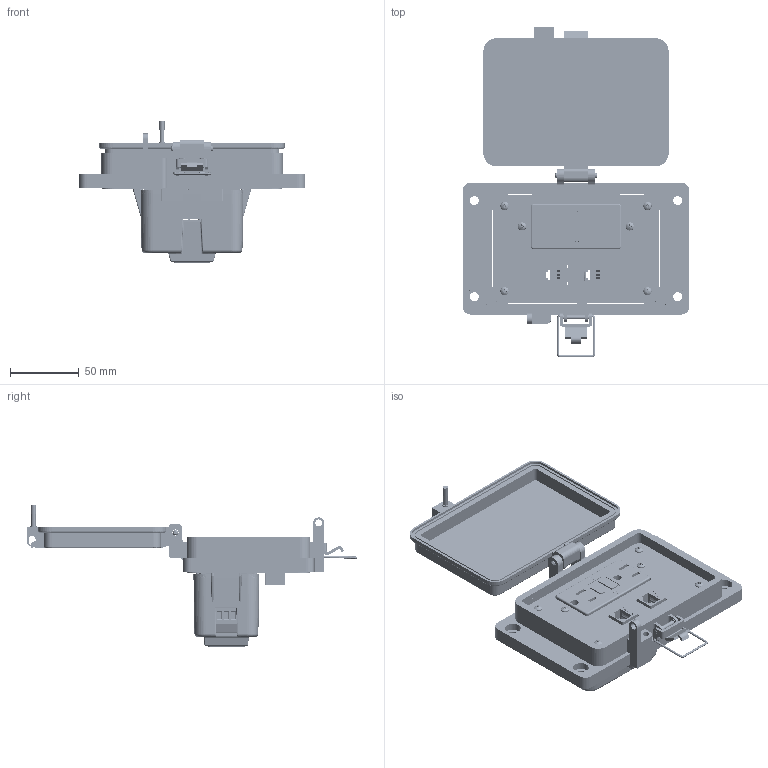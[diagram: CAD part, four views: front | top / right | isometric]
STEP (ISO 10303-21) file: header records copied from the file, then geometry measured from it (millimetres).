
FILE_DESCRIPTION (( 'STEP AP203' ), '1' );
FILE_NAME ('P-R2#2-M3RF0_3D.STEP', '2021-11-18T15:38:41', ( '' ), ( '' ), 'SwSTEP 2.0', 'SolidWorks 2019', '' );
FILE_SCHEMA (( 'CONFIG_CONTROL_DESIGN' ));
Length unit declared in the file: millimetre
Products named in the file (16): 92005A124_METRIC PAN HEAD PHILLIPS MACHINE SCREW_92005A124; M3PH_12M3; Z-120-RIOF-SHELL_WOE; R2; Z-200-OTLT-GFIH-15A_sheared; Z-300-RJ45CAT5; P-R2#2-M3RF0_3D; -M3; Z-H-M3_B; P-R2#2-M3RF0_FP060_1; Z-200-OTLT-RIOF-15A_WOE; RF_WOE; Z-000-4243316TFP; P-R2#2-M3RF0_TP060_1; P-R2#2-M3RF0_BP180_1
Assembly tree (22 placements, depth 4):
  P-R2#2-M3RF0_3D
    P-R2#2-M3RF0_BP180_1
    P-R2#2-M3RF0_TP060_1
    Z-000-4243316TFP  x3
    P-R2#2-M3RF0_FP060_1
    R2
      Z-300-RJ45CAT5
    R2
      Z-300-RJ45CAT5
    M3PH_12M3  x2
    -M3
      Z-H-M3_B
    92005A124_METRIC PAN HEAD PHILLIPS MACHINE SCREW_92005A124  x4
    RF_WOE
      Z-200-OTLT-RIOF-15A_WOE
        Z-120-RIOF-SHELL_WOE
        Z-200-OTLT-GFIH-15A_sheared
Bounding box: 164.96 x 240.59 x 103.95 mm (x, y, z)
Volume: 356215.1 mm3; surface area: 213129 mm2
Topology: 41 solids, 47 shells, 6230 faces, 16418 edges, 10471 vertices
Faces by surface type: plane 2483, cylinder 2099, bspline 1366, cone 143, torus 77, sphere 62
Entity records: 221371 total; most frequent: CARTESIAN_POINT 106743, ORIENTED_EDGE 26446, DIRECTION 18854, EDGE_CURVE 13223, VERTEX_POINT 8361, LINE 7536, VECTOR 7536, AXIS2_PLACEMENT_3D 5659
